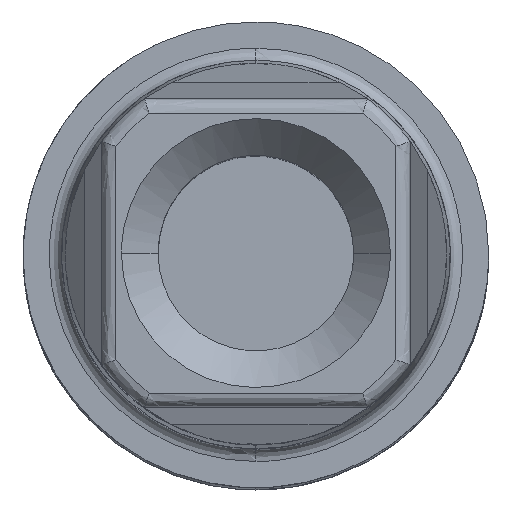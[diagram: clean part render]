
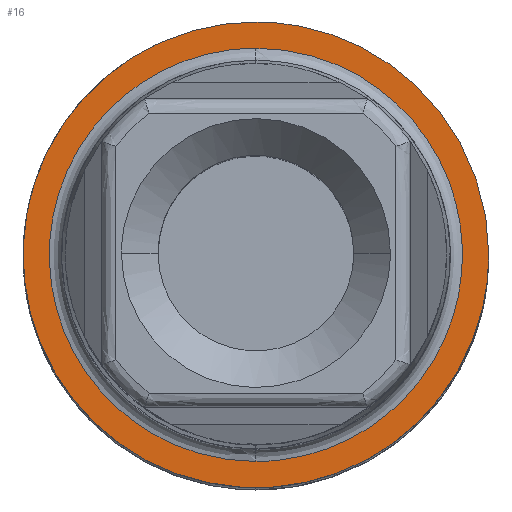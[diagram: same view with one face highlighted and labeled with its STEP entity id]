
A CAD part, top view. The second image highlights one B-rep face of the part: STEP entity #16.
In plain terms, the highlighted planar face has unit normal (0, 0, 1).
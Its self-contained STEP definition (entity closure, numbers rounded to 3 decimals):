
#16=ADVANCED_FACE('',(#90,#86),#1078,.T.);
#86=FACE_BOUND('',#162,.T.);
#90=FACE_OUTER_BOUND('',#161,.T.);
#161=EDGE_LOOP('',(#237,#238));
#162=EDGE_LOOP('',(#239,#240));
#237=ORIENTED_EDGE('',*,*,#588,.T.);
#238=ORIENTED_EDGE('',*,*,#591,.T.);
#239=ORIENTED_EDGE('',*,*,#712,.T.);
#240=ORIENTED_EDGE('',*,*,#744,.T.);
#588=EDGE_CURVE('',#922,#929,#868,.T.);
#591=EDGE_CURVE('',#929,#922,#871,.T.);
#712=EDGE_CURVE('',#1006,#1026,#898,.T.);
#744=EDGE_CURVE('',#1026,#1006,#917,.T.);
#868=(
BOUNDED_CURVE()
B_SPLINE_CURVE(2,(#2150,#2151,#2152,#2153,#2154,#2155,#2156,#2157,#2158),
 .UNSPECIFIED.,.F.,.F.)
B_SPLINE_CURVE_WITH_KNOTS((3,2,2,2,3),(0.,36.075,72.15,
108.225,144.3),.UNSPECIFIED.)
CURVE()
GEOMETRIC_REPRESENTATION_ITEM()
RATIONAL_B_SPLINE_CURVE((1.,0.831,1.,0.831,1.,0.831,
1.,0.831,1.))
REPRESENTATION_ITEM('')
);
#871=(
BOUNDED_CURVE()
B_SPLINE_CURVE(2,(#2163,#2164,#2165),.UNSPECIFIED.,.F.,.F.)
B_SPLINE_CURVE_WITH_KNOTS((3,3),(144.3,192.4),
 .UNSPECIFIED.)
CURVE()
GEOMETRIC_REPRESENTATION_ITEM()
RATIONAL_B_SPLINE_CURVE((1.,0.707,1.))
REPRESENTATION_ITEM('')
);
#898=(
BOUNDED_CURVE()
B_SPLINE_CURVE(3,(#3040,#3041,#3042,#3043,#3044,#3045,#3046,#3047,#3048,
#3049,#3050,#3051,#3052,#3053,#3054,#3055,#3056,#3057,#3058,#3059,#3060,
#3061,#3062,#3063,#3064),.UNSPECIFIED.,.F.,.F.)
B_SPLINE_CURVE_WITH_KNOTS((4,3,3,3,3,3,3,3,4),(0.,3.185,6.636,
10.088,13.273,16.458,19.909,23.361,
26.546),.UNSPECIFIED.)
CURVE()
GEOMETRIC_REPRESENTATION_ITEM()
RATIONAL_B_SPLINE_CURVE((1.,1.,1.,1.,1.,1.,1.,1.,1.,1.,1.,1.,1.,1.,1.,1.,
1.,1.,1.,1.,1.,1.,1.,1.,1.))
REPRESENTATION_ITEM('')
);
#917=(
BOUNDED_CURVE()
B_SPLINE_CURVE(3,(#3275,#3276,#3277,#3278,#3279,#3280,#3281,#3282,#3283,
#3284,#3285,#3286,#3287,#3288,#3289,#3290,#3291,#3292,#3293,#3294,#3295,
#3296,#3297,#3298,#3299),.UNSPECIFIED.,.F.,.F.)
B_SPLINE_CURVE_WITH_KNOTS((4,3,3,3,3,3,3,3,4),(26.546,29.731,
33.182,36.633,39.819,43.004,46.455,
49.906,53.092),.UNSPECIFIED.)
CURVE()
GEOMETRIC_REPRESENTATION_ITEM()
RATIONAL_B_SPLINE_CURVE((1.,1.,1.,1.,1.,1.,1.,1.,1.,1.,1.,1.,
1.,1.,1.,1.,1.,1.,1.,1.,1.,1.,1.,1.,1.))
REPRESENTATION_ITEM('')
);
#922=VERTEX_POINT('',#1996);
#929=VERTEX_POINT('',#2003);
#1006=VERTEX_POINT('',#2080);
#1026=VERTEX_POINT('',#2100);
#1078=PLANE('',#1120);
#1120=AXIS2_PLACEMENT_3D('',#1170,#1145,$);
#1145=DIRECTION('',(0.,0.,1.));
#1170=CARTESIAN_POINT('',(-205.274,-12.349,92.854));
#1996=CARTESIAN_POINT('',(-193.831,8.619,92.854));
#2003=CARTESIAN_POINT('',(-184.306,-0.906,92.854));
#2080=CARTESIAN_POINT('',(-193.831,7.544,92.854));
#2100=CARTESIAN_POINT('',(-193.831,-9.356,92.854));
#2150=CARTESIAN_POINT('',(-193.831,8.619,92.854));
#2151=CARTESIAN_POINT('',(-200.195,8.619,92.854));
#2152=CARTESIAN_POINT('',(-202.631,2.739,92.854));
#2153=CARTESIAN_POINT('',(-205.066,-3.141,92.854));
#2154=CARTESIAN_POINT('',(-200.566,-7.641,92.854));
#2155=CARTESIAN_POINT('',(-196.066,-12.142,92.854));
#2156=CARTESIAN_POINT('',(-190.186,-9.706,92.854));
#2157=CARTESIAN_POINT('',(-184.306,-7.271,92.854));
#2158=CARTESIAN_POINT('',(-184.306,-0.906,92.854));
#2163=CARTESIAN_POINT('',(-184.306,-0.906,92.854));
#2164=CARTESIAN_POINT('',(-184.306,8.619,92.854));
#2165=CARTESIAN_POINT('',(-193.831,8.619,92.854));
#3040=CARTESIAN_POINT('',(-193.831,7.544,92.854));
#3041=CARTESIAN_POINT('',(-192.769,7.544,92.854));
#3042=CARTESIAN_POINT('',(-191.708,7.342,92.854));
#3043=CARTESIAN_POINT('',(-190.72,6.951,92.854));
#3044=CARTESIAN_POINT('',(-189.651,6.527,92.854));
#3045=CARTESIAN_POINT('',(-188.669,5.882,92.854));
#3046=CARTESIAN_POINT('',(-187.856,5.069,92.854));
#3047=CARTESIAN_POINT('',(-187.042,4.256,92.854));
#3048=CARTESIAN_POINT('',(-186.397,3.274,92.854));
#3049=CARTESIAN_POINT('',(-185.974,2.204,92.854));
#3050=CARTESIAN_POINT('',(-185.583,1.217,92.854));
#3051=CARTESIAN_POINT('',(-185.381,0.155,92.854));
#3052=CARTESIAN_POINT('',(-185.381,-0.906,92.854));
#3053=CARTESIAN_POINT('',(-185.381,-1.968,92.854));
#3054=CARTESIAN_POINT('',(-185.583,-3.03,92.854));
#3055=CARTESIAN_POINT('',(-185.974,-4.017,92.854));
#3056=CARTESIAN_POINT('',(-186.397,-5.086,92.854));
#3057=CARTESIAN_POINT('',(-187.042,-6.068,92.854));
#3058=CARTESIAN_POINT('',(-187.856,-6.882,92.854));
#3059=CARTESIAN_POINT('',(-188.669,-7.695,92.854));
#3060=CARTESIAN_POINT('',(-189.651,-8.34,92.854));
#3061=CARTESIAN_POINT('',(-190.72,-8.763,92.854));
#3062=CARTESIAN_POINT('',(-191.708,-9.154,92.854));
#3063=CARTESIAN_POINT('',(-192.769,-9.356,92.854));
#3064=CARTESIAN_POINT('',(-193.831,-9.356,92.854));
#3275=CARTESIAN_POINT('',(-193.831,-9.356,92.854));
#3276=CARTESIAN_POINT('',(-194.893,-9.356,92.854));
#3277=CARTESIAN_POINT('',(-195.954,-9.154,92.854));
#3278=CARTESIAN_POINT('',(-196.941,-8.763,92.854));
#3279=CARTESIAN_POINT('',(-198.011,-8.34,92.854));
#3280=CARTESIAN_POINT('',(-198.993,-7.695,92.854));
#3281=CARTESIAN_POINT('',(-199.806,-6.882,92.854));
#3282=CARTESIAN_POINT('',(-200.62,-6.068,92.854));
#3283=CARTESIAN_POINT('',(-201.264,-5.086,92.854));
#3284=CARTESIAN_POINT('',(-201.688,-4.017,92.854));
#3285=CARTESIAN_POINT('',(-202.079,-3.03,92.854));
#3286=CARTESIAN_POINT('',(-202.281,-1.968,92.854));
#3287=CARTESIAN_POINT('',(-202.281,-0.906,92.854));
#3288=CARTESIAN_POINT('',(-202.281,0.155,92.854));
#3289=CARTESIAN_POINT('',(-202.079,1.217,92.854));
#3290=CARTESIAN_POINT('',(-201.688,2.204,92.854));
#3291=CARTESIAN_POINT('',(-201.264,3.274,92.854));
#3292=CARTESIAN_POINT('',(-200.62,4.256,92.854));
#3293=CARTESIAN_POINT('',(-199.806,5.069,92.854));
#3294=CARTESIAN_POINT('',(-198.993,5.882,92.854));
#3295=CARTESIAN_POINT('',(-198.011,6.527,92.854));
#3296=CARTESIAN_POINT('',(-196.941,6.951,92.854));
#3297=CARTESIAN_POINT('',(-195.954,7.342,92.854));
#3298=CARTESIAN_POINT('',(-194.893,7.544,92.854));
#3299=CARTESIAN_POINT('',(-193.831,7.544,92.854));
